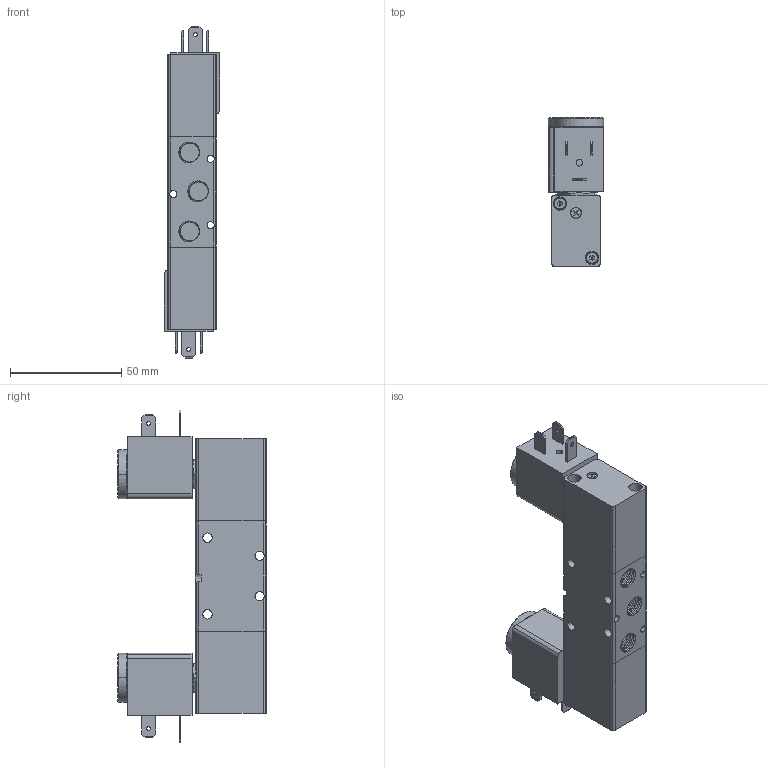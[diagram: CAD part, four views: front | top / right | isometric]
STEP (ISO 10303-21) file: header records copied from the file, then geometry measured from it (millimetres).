
FILE_DESCRIPTION((''),'2;1');
FILE_NAME('00_009_3.stp','2003-01-02T15:02:43',('Branislav Petkovic'),('AZ Pneumatica'),'AutoCAD STEP 2000i','AutoCAD 2000i','Via J. F. Kennedy, 26, 20020 Misinto (MI), ITALY');
FILE_SCHEMA(('CONFIG_CONTROL_DESIGN'));
Length unit declared in the file: millimetre
Products named in the file (10): 00_009_3; 521 TELO; PART1; MAGNET; PART1AA; X21 KOTVA ME90S; PART2; STEZAC; PODLOSKA; PART1A
Assembly tree (11 placements, depth 3):
  00_009_3
    521 TELO
      PART1
    MAGNET  x2
      PART1AA
    X21 KOTVA ME90S  x2
      PART2
      STEZAC
      PODLOSKA
    PART1A
Bounding box: 25 x 67 x 149.3 mm (x, y, z)
Surface area: 38254.3 mm2 (no closed solid volume)
Topology: 0 solids, 9 shells, 519 faces, 1376 edges, 907 vertices
Faces by surface type: cylinder 257, plane 200, cone 44, bspline 18
Entity records: 25711 total; most frequent: CARTESIAN_POINT 17191, ORIENTED_EDGE 1866, DIRECTION 1553, EDGE_CURVE 933, VERTEX_POINT 618, AXIS2_PLACEMENT_3D 567, VECTOR 419, LINE 419
